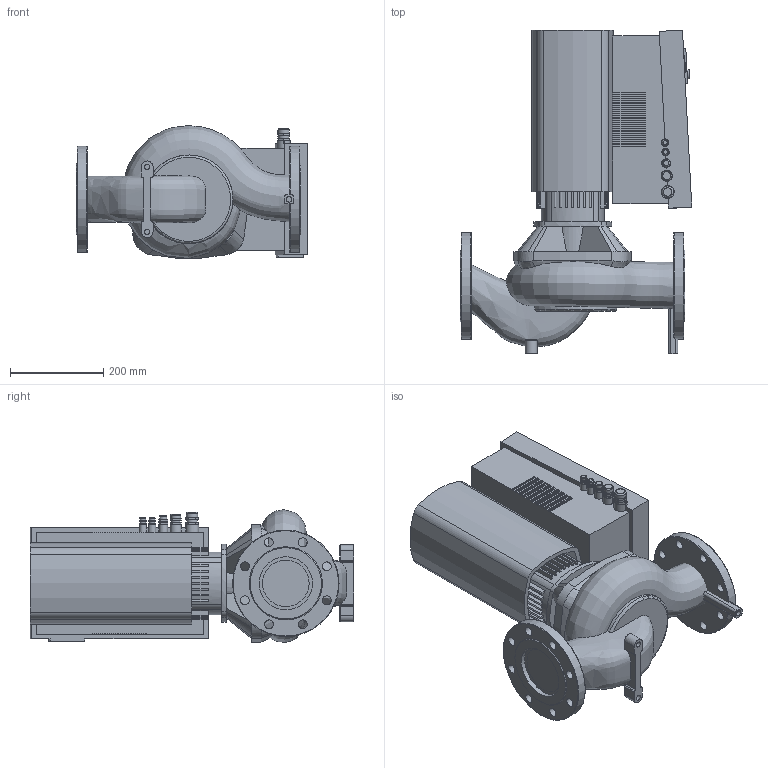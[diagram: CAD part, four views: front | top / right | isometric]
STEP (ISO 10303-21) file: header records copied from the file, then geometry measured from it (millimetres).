
FILE_DESCRIPTION(/* description */ (''),/* implementation_level */ '2;1');
FILE_NAME(/* name */ '3d_StratosGIGA4_3-40-2124505.stp',/* time_stamp */ '2022-03-01T15:31:16-06:00',/* author */ ('faliszekte'),/* organization */ (''),/* preprocessor_version */ 'ST-DEVELOPER v18.1',/* originating_system */ 'Autodesk Inventor 2021',/* authorisation */ '');
FILE_SCHEMA (('AUTOMOTIVE_DESIGN { 1 0 10303 214 3 1 1 }'));
Length unit declared in the file: inch
Products named in the file (12): 3d_StratosGIGA4_3-40-2124505; 3d_StratosGIGA4_3-40-21245051; 3d_StratosGIGA4_3-40-21245052; 3d_StratosGIGA4_3-40-21245053; 3d_StratosGIGA4_3-40-21245054; 3d_StratosGIGA4_3-40-21245055; 3d_StratosGIGA4_3-40-21245056; 3d_StratosGIGA4_3-40-21245057; 3d_StratosGIGA4_3-40-21245058; 3d_StratosGIGA4_3-40-21245059; 3d_StratosGIGA4_3-40-212450510; 3d_StratosGIGA4_3-40-212450511
Assembly tree (11 placements, depth 2):
  3d_StratosGIGA4_3-40-2124505
    3d_StratosGIGA4_3-40-21245051
    3d_StratosGIGA4_3-40-21245052
    3d_StratosGIGA4_3-40-21245053
    3d_StratosGIGA4_3-40-21245054
    3d_StratosGIGA4_3-40-21245055
    3d_StratosGIGA4_3-40-21245056
    3d_StratosGIGA4_3-40-21245057
    3d_StratosGIGA4_3-40-21245058
    3d_StratosGIGA4_3-40-21245059
    3d_StratosGIGA4_3-40-212450510
    3d_StratosGIGA4_3-40-212450511
Bounding box: 497.3 x 695.1 x 285.21 mm (x, y, z)
Volume: 34461586.7 mm3; surface area: 1955350.9 mm2
Topology: 18 solids, 18 shells, 705 faces, 1848 edges, 1199 vertices
Faces by surface type: plane 474, cylinder 154, bspline 47, torus 20, cone 10
Full cylindrical faces by diameter (mm): 12 x5, 13 x2, 15 x1, 16 x1, 19.05 x16, 20 x2, 21 x1, 23 x1, 24 x1, 100 x1, 114.3 x2, 228.6 x2
Entity records: 33566 total; most frequent: CARTESIAN_POINT 15488, ORIENTED_EDGE 3696, DIRECTION 3626, EDGE_CURVE 1848, AXIS2_PLACEMENT_3D 1213, LINE 1200, VECTOR 1200, VERTEX_POINT 1199
